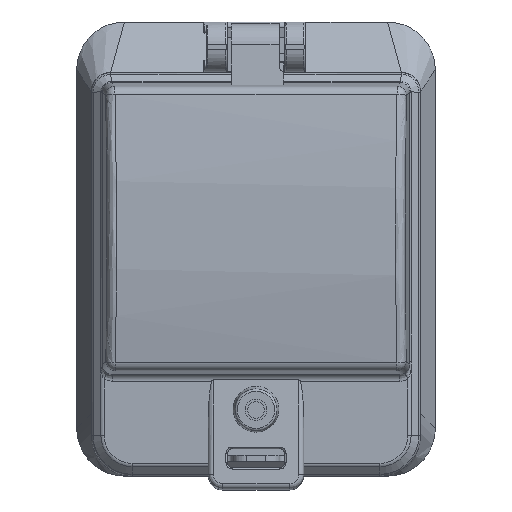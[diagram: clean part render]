
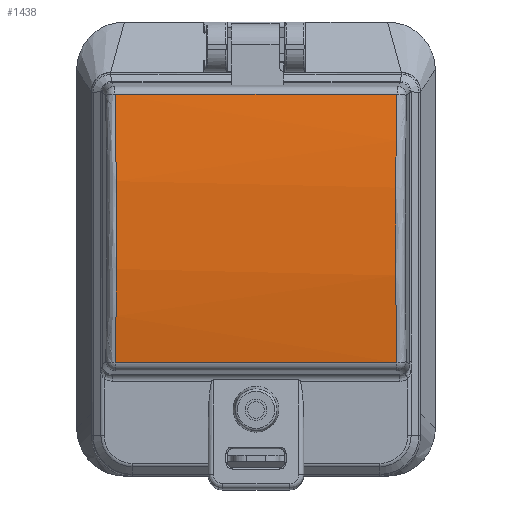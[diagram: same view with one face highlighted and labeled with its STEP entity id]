
A CAD part, top view. The second image highlights one B-rep face of the part: STEP entity #1438.
In plain terms, the highlighted cylindrical face has radius 168.283 mm (diameter 336.566 mm), a partial arc.
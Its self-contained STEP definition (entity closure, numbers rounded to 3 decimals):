
#159=B_SPLINE_CURVE_WITH_KNOTS('',3,(#17023,#17024,#17025,#17026),
 .UNSPECIFIED.,.F.,.F.,(4,4),(0.,1.),.UNSPECIFIED.);
#160=B_SPLINE_CURVE_WITH_KNOTS('',3,(#17030,#17031,#17032,#17033),
 .UNSPECIFIED.,.F.,.F.,(4,4),(0.,1.),.UNSPECIFIED.);
#369=CYLINDRICAL_SURFACE('',#11409,168.283);
#868=FACE_OUTER_BOUND('',#2473,.T.);
#1438=ADVANCED_FACE('',(#868),#369,.T.);
#2473=EDGE_LOOP('',(#5061,#5062,#5063,#5064));
#5061=ORIENTED_EDGE('',*,*,#8198,.T.);
#5062=ORIENTED_EDGE('',*,*,#8199,.T.);
#5063=ORIENTED_EDGE('',*,*,#8200,.T.);
#5064=ORIENTED_EDGE('',*,*,#8201,.T.);
#6859=VERTEX_POINT('',#17021);
#6860=VERTEX_POINT('',#17022);
#6861=VERTEX_POINT('',#17027);
#6862=VERTEX_POINT('',#17029);
#8198=EDGE_CURVE('',#6859,#6860,#9524,.T.);
#8199=EDGE_CURVE('',#6860,#6861,#159,.T.);
#8200=EDGE_CURVE('',#6861,#6862,#9525,.T.);
#8201=EDGE_CURVE('',#6862,#6859,#160,.T.);
#9524=LINE('',#17020,#10595);
#9525=LINE('',#17028,#10596);
#10595=VECTOR('',#13728,1.);
#10596=VECTOR('',#13729,1.);
#11409=AXIS2_PLACEMENT_3D('',#17034,#13730,#13731);
#13728=DIRECTION('',(-1.,0.,0.));
#13729=DIRECTION('',(1.,0.,0.));
#13730=DIRECTION('',(1.,0.,0.));
#13731=DIRECTION('',(0.,0.,1.));
#17020=CARTESIAN_POINT('',(-95.25,237.668,9.798));
#17021=CARTESIAN_POINT('',(29.568,237.668,9.798));
#17022=CARTESIAN_POINT('',(-29.568,237.668,9.798));
#17023=CARTESIAN_POINT('',(-29.568,237.668,9.798));
#17024=CARTESIAN_POINT('',(-29.166,219.072,13.111));
#17025=CARTESIAN_POINT('',(-29.148,199.925,13.262));
#17026=CARTESIAN_POINT('',(-29.514,181.294,10.25));
#17027=CARTESIAN_POINT('',(-29.514,181.294,10.25));
#17028=CARTESIAN_POINT('',(-95.25,181.294,10.25));
#17029=CARTESIAN_POINT('',(29.514,181.294,10.25));
#17030=CARTESIAN_POINT('',(29.514,181.294,10.25));
#17031=CARTESIAN_POINT('',(29.148,199.924,13.262));
#17032=CARTESIAN_POINT('',(29.166,219.071,13.112));
#17033=CARTESIAN_POINT('',(29.568,237.668,9.798));
#17034=CARTESIAN_POINT('',(-95.25,208.15,-155.876));
